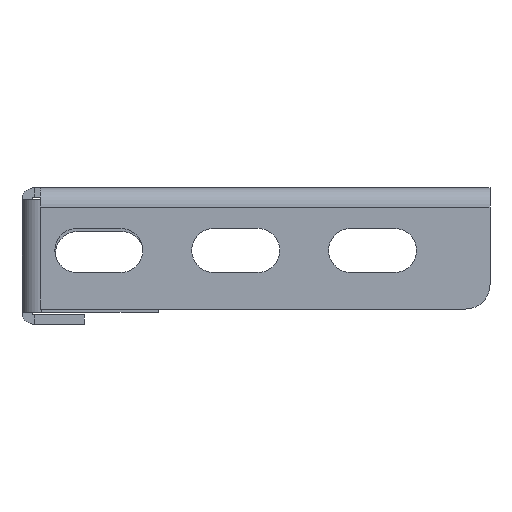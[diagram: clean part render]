
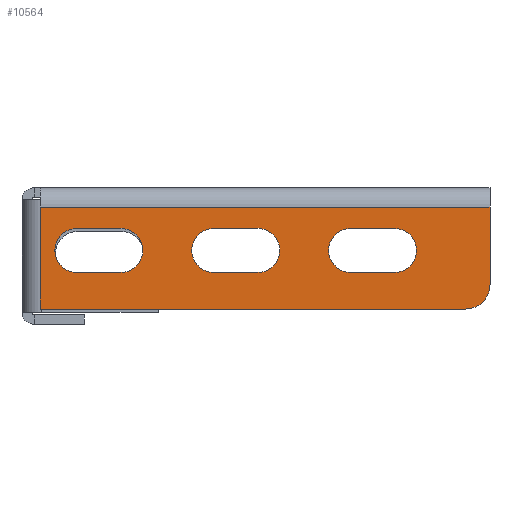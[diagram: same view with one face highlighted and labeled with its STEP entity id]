
A CAD part, left-side view. The second image highlights one B-rep face of the part: STEP entity #10564.
In plain terms, the highlighted planar face has unit normal (-1, 0, 0).
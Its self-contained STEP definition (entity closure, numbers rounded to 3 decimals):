
#2722=DIRECTION('',(0.,1.,0.));
#2723=VECTOR('',#2722,92.);
#2724=CARTESIAN_POINT('',(21.,0.,-2.));
#2725=LINE('',#2724,#2723);
#3908=DIRECTION('',(0.,0.,1.));
#3909=VECTOR('',#3908,15.858);
#3910=CARTESIAN_POINT('',(21.,0.,-17.858));
#3911=LINE('',#3910,#3909);
#3912=CARTESIAN_POINT('',(21.,5.,-17.858));
#3913=DIRECTION('',(-1.,0.,0.));
#3914=DIRECTION('',(0.,0.,-1.));
#3915=AXIS2_PLACEMENT_3D('',#3912,#3913,#3914);
#3917=DIRECTION('',(0.,-1.,0.));
#3918=VECTOR('',#3917,87.);
#3919=CARTESIAN_POINT('',(21.,92.,-22.858));
#3920=LINE('',#3919,#3918);
#3921=DIRECTION('',(0.,0.,-1.));
#3922=VECTOR('',#3921,20.858);
#3923=CARTESIAN_POINT('',(21.,92.,-2.));
#3924=LINE('',#3923,#3922);
#3925=CARTESIAN_POINT('',(21.,75.5,-10.858));
#3926=DIRECTION('',(1.,0.,0.));
#3927=DIRECTION('',(0.,0.,1.));
#3928=AXIS2_PLACEMENT_3D('',#3925,#3926,#3927);
#3930=DIRECTION('',(0.,-1.,0.));
#3931=VECTOR('',#3930,9.);
#3932=CARTESIAN_POINT('',(21.,84.5,-6.358));
#3933=LINE('',#3932,#3931);
#3934=CARTESIAN_POINT('',(21.,84.5,-10.858));
#3935=DIRECTION('',(1.,0.,0.));
#3936=DIRECTION('',(0.,0.,-1.));
#3937=AXIS2_PLACEMENT_3D('',#3934,#3935,#3936);
#3939=DIRECTION('',(0.,1.,0.));
#3940=VECTOR('',#3939,9.);
#3941=CARTESIAN_POINT('',(21.,75.5,-15.358));
#3942=LINE('',#3941,#3940);
#3943=CARTESIAN_POINT('',(21.,56.5,-10.858));
#3944=DIRECTION('',(1.,0.,0.));
#3945=DIRECTION('',(0.,0.,-1.));
#3946=AXIS2_PLACEMENT_3D('',#3943,#3944,#3945);
#3948=DIRECTION('',(0.,1.,0.));
#3949=VECTOR('',#3948,9.);
#3950=CARTESIAN_POINT('',(21.,47.5,-15.358));
#3951=LINE('',#3950,#3949);
#3952=CARTESIAN_POINT('',(21.,47.5,-10.858));
#3953=DIRECTION('',(1.,0.,0.));
#3954=DIRECTION('',(0.,0.,1.));
#3955=AXIS2_PLACEMENT_3D('',#3952,#3953,#3954);
#3957=DIRECTION('',(0.,-1.,0.));
#3958=VECTOR('',#3957,9.);
#3959=CARTESIAN_POINT('',(21.,56.5,-6.358));
#3960=LINE('',#3959,#3958);
#3961=DIRECTION('',(0.,-1.,0.));
#3962=VECTOR('',#3961,9.);
#3963=CARTESIAN_POINT('',(21.,28.5,-6.358));
#3964=LINE('',#3963,#3962);
#3965=CARTESIAN_POINT('',(21.,28.5,-10.858));
#3966=DIRECTION('',(1.,0.,0.));
#3967=DIRECTION('',(0.,0.,-1.));
#3968=AXIS2_PLACEMENT_3D('',#3965,#3966,#3967);
#3970=DIRECTION('',(0.,1.,0.));
#3971=VECTOR('',#3970,9.);
#3972=CARTESIAN_POINT('',(21.,19.5,-15.358));
#3973=LINE('',#3972,#3971);
#3974=CARTESIAN_POINT('',(21.,19.5,-10.858));
#3975=DIRECTION('',(1.,0.,0.));
#3976=DIRECTION('',(0.,0.,1.));
#3977=AXIS2_PLACEMENT_3D('',#3974,#3975,#3976);
#4361=CARTESIAN_POINT('',(21.,92.,-22.858));
#4362=CARTESIAN_POINT('',(21.,5.,-22.858));
#4363=VERTEX_POINT('',#4361);
#4364=VERTEX_POINT('',#4362);
#4365=CARTESIAN_POINT('',(21.,0.,-17.858));
#4366=VERTEX_POINT('',#4365);
#4503=CARTESIAN_POINT('',(21.,75.5,-6.358));
#4504=CARTESIAN_POINT('',(21.,75.5,-15.358));
#4505=VERTEX_POINT('',#4503);
#4506=VERTEX_POINT('',#4504);
#4507=CARTESIAN_POINT('',(21.,84.5,-15.358));
#4508=VERTEX_POINT('',#4507);
#4509=CARTESIAN_POINT('',(21.,84.5,-6.358));
#4510=VERTEX_POINT('',#4509);
#4511=CARTESIAN_POINT('',(21.,56.5,-15.358));
#4512=CARTESIAN_POINT('',(21.,56.5,-6.358));
#4513=VERTEX_POINT('',#4511);
#4514=VERTEX_POINT('',#4512);
#4515=CARTESIAN_POINT('',(21.,47.5,-6.358));
#4516=VERTEX_POINT('',#4515);
#4517=CARTESIAN_POINT('',(21.,47.5,-15.358));
#4518=VERTEX_POINT('',#4517);
#4519=CARTESIAN_POINT('',(21.,28.5,-6.358));
#4520=CARTESIAN_POINT('',(21.,19.5,-6.358));
#4521=VERTEX_POINT('',#4519);
#4522=VERTEX_POINT('',#4520);
#4523=CARTESIAN_POINT('',(21.,19.5,-15.358));
#4524=VERTEX_POINT('',#4523);
#4525=CARTESIAN_POINT('',(21.,28.5,-15.358));
#4526=VERTEX_POINT('',#4525);
#5339=CARTESIAN_POINT('',(21.,92.,-2.));
#5340=VERTEX_POINT('',#5339);
#5345=CARTESIAN_POINT('',(21.,0.,-2.));
#5346=VERTEX_POINT('',#5345);
#10520=CARTESIAN_POINT('',(21.,0.,-22.858));
#10521=DIRECTION('',(-1.,0.,0.));
#10522=DIRECTION('',(0.,0.,1.));
#10523=AXIS2_PLACEMENT_3D('',#10520,#10521,#10522);
#10524=PLANE('',#10523);
#10525=ORIENTED_EDGE('',*,*,#7579,.F.);
#10526=ORIENTED_EDGE('',*,*,#7609,.F.);
#10528=ORIENTED_EDGE('',*,*,#10527,.F.);
#10530=ORIENTED_EDGE('',*,*,#10529,.F.);
#10531=ORIENTED_EDGE('',*,*,#10512,.F.);
#10532=EDGE_LOOP('',(#10525,#10526,#10528,#10530,#10531));
#10533=FACE_OUTER_BOUND('',#10532,.F.);
#10535=ORIENTED_EDGE('',*,*,#10534,.F.);
#10537=ORIENTED_EDGE('',*,*,#10536,.F.);
#10539=ORIENTED_EDGE('',*,*,#10538,.F.);
#10541=ORIENTED_EDGE('',*,*,#10540,.F.);
#10542=EDGE_LOOP('',(#10535,#10537,#10539,#10541));
#10543=FACE_BOUND('',#10542,.F.);
#10545=ORIENTED_EDGE('',*,*,#10544,.F.);
#10547=ORIENTED_EDGE('',*,*,#10546,.F.);
#10549=ORIENTED_EDGE('',*,*,#10548,.F.);
#10551=ORIENTED_EDGE('',*,*,#10550,.F.);
#10552=EDGE_LOOP('',(#10545,#10547,#10549,#10551));
#10553=FACE_BOUND('',#10552,.F.);
#10555=ORIENTED_EDGE('',*,*,#10554,.F.);
#10557=ORIENTED_EDGE('',*,*,#10556,.F.);
#10559=ORIENTED_EDGE('',*,*,#10558,.F.);
#10561=ORIENTED_EDGE('',*,*,#10560,.F.);
#10562=EDGE_LOOP('',(#10555,#10557,#10559,#10561));
#10563=FACE_BOUND('',#10562,.F.);
#10564=ADVANCED_FACE('',(#10533,#10543,#10553,#10563),#10524,.T.);
#3916=CIRCLE('',#3915,5.);
#3929=CIRCLE('',#3928,4.5);
#3938=CIRCLE('',#3937,4.5);
#3947=CIRCLE('',#3946,4.5);
#3956=CIRCLE('',#3955,4.5);
#3969=CIRCLE('',#3968,4.5);
#3978=CIRCLE('',#3977,4.5);
#7579=EDGE_CURVE('',#5346,#5340,#2725,.T.);
#7609=EDGE_CURVE('',#4366,#5346,#3911,.T.);
#10512=EDGE_CURVE('',#5340,#4363,#3924,.T.);
#10527=EDGE_CURVE('',#4364,#4366,#3916,.T.);
#10529=EDGE_CURVE('',#4363,#4364,#3920,.T.);
#10534=EDGE_CURVE('',#4505,#4506,#3929,.T.);
#10536=EDGE_CURVE('',#4510,#4505,#3933,.T.);
#10538=EDGE_CURVE('',#4508,#4510,#3938,.T.);
#10540=EDGE_CURVE('',#4506,#4508,#3942,.T.);
#10544=EDGE_CURVE('',#4513,#4514,#3947,.T.);
#10546=EDGE_CURVE('',#4518,#4513,#3951,.T.);
#10548=EDGE_CURVE('',#4516,#4518,#3956,.T.);
#10550=EDGE_CURVE('',#4514,#4516,#3960,.T.);
#10554=EDGE_CURVE('',#4521,#4522,#3964,.T.);
#10556=EDGE_CURVE('',#4526,#4521,#3969,.T.);
#10558=EDGE_CURVE('',#4524,#4526,#3973,.T.);
#10560=EDGE_CURVE('',#4522,#4524,#3978,.T.);
